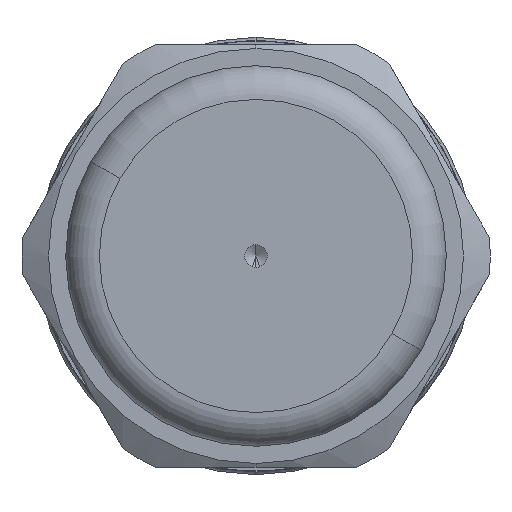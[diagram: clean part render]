
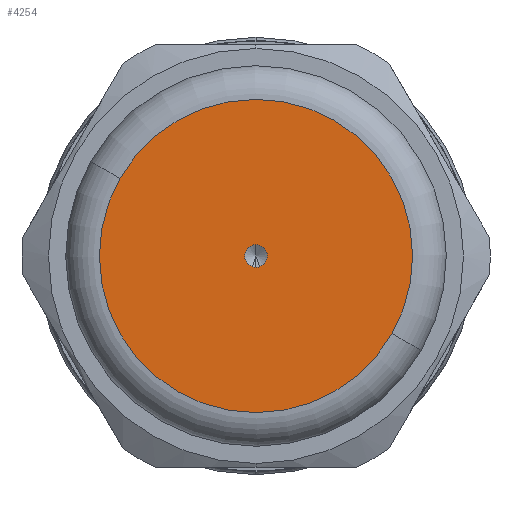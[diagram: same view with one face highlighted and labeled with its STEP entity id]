
A CAD part, left-side view. The second image highlights one B-rep face of the part: STEP entity #4254.
In plain terms, the highlighted planar face has unit normal (-1, 0, 0).
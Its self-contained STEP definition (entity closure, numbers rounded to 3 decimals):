
#201 = CIRCLE ( 'NONE', #9069, 8.23 ) ;
#222 = ORIENTED_EDGE ( 'NONE', *, *, #596, .F. ) ;
#427 = PLANE ( 'NONE',  #8685 ) ;
#596 = EDGE_CURVE ( 'NONE', #2213, #11427, #201, .T. ) ;
#777 = CIRCLE ( 'NONE', #13450, 0.6 ) ;
#869 = DIRECTION ( 'NONE',  ( 0., -0.868, -0.496 ) ) ;
#874 = DIRECTION ( 'NONE',  ( 0., 0.868, 0.496 ) ) ;
#1326 = ORIENTED_EDGE ( 'NONE', *, *, #5452, .F. ) ;
#2213 = VERTEX_POINT ( 'NONE', #8968 ) ;
#2660 = DIRECTION ( 'NONE',  ( 1., 0., 0. ) ) ;
#3707 = CARTESIAN_POINT ( 'NONE',  ( -23., -0.521, -0.298 ) ) ;
#4254 = ADVANCED_FACE ( 'NONE', ( #7913, #4935 ), #427, .T. ) ;
#4690 = DIRECTION ( 'NONE',  ( 1., 0., 0. ) ) ;
#4935 = FACE_OUTER_BOUND ( 'NONE', #7527, .T. ) ;
#5452 = EDGE_CURVE ( 'NONE', #11427, #2213, #11959, .T. ) ;
#6068 = CARTESIAN_POINT ( 'NONE',  ( -23., -7.147, -4.081 ) ) ;
#6197 = DIRECTION ( 'NONE',  ( -1., 0., 0. ) ) ;
#6344 = CARTESIAN_POINT ( 'NONE',  ( -23., 0., 0. ) ) ;
#6946 = CIRCLE ( 'NONE', #14605, 0.6 ) ;
#7527 = EDGE_LOOP ( 'NONE', ( #1326, #222 ) ) ;
#7746 = AXIS2_PLACEMENT_3D ( 'NONE', #10144, #2660, #12129 ) ;
#7760 = DIRECTION ( 'NONE',  ( 1., 0., 0. ) ) ;
#7913 = FACE_BOUND ( 'NONE', #14478, .T. ) ;
#8685 = AXIS2_PLACEMENT_3D ( 'NONE', #3707, #6197, #874 ) ;
#8910 = CARTESIAN_POINT ( 'NONE',  ( -23., -0.521, -0.298 ) ) ;
#8968 = CARTESIAN_POINT ( 'NONE',  ( -23., 7.147, 4.081 ) ) ;
#9069 = AXIS2_PLACEMENT_3D ( 'NONE', #15606, #4690, #17016 ) ;
#9095 = ORIENTED_EDGE ( 'NONE', *, *, #17278, .T. ) ;
#10144 = CARTESIAN_POINT ( 'NONE',  ( -23., 0., 0. ) ) ;
#10239 = EDGE_CURVE ( 'NONE', #12742, #17097, #6946, .T. ) ;
#10438 = CARTESIAN_POINT ( 'NONE',  ( -23., 0., 0. ) ) ;
#11427 = VERTEX_POINT ( 'NONE', #6068 ) ;
#11959 = CIRCLE ( 'NONE', #7746, 8.23 ) ;
#12129 = DIRECTION ( 'NONE',  ( 0., -0.868, -0.496 ) ) ;
#12171 = DIRECTION ( 'NONE',  ( 1., 0., 0. ) ) ;
#12246 = ORIENTED_EDGE ( 'NONE', *, *, #10239, .T. ) ;
#12654 = DIRECTION ( 'NONE',  ( 0., -0.868, -0.496 ) ) ;
#12701 = CARTESIAN_POINT ( 'NONE',  ( -23., 0.521, 0.298 ) ) ;
#12742 = VERTEX_POINT ( 'NONE', #8910 ) ;
#13450 = AXIS2_PLACEMENT_3D ( 'NONE', #6344, #7760, #869 ) ;
#14478 = EDGE_LOOP ( 'NONE', ( #12246, #9095 ) ) ;
#14605 = AXIS2_PLACEMENT_3D ( 'NONE', #10438, #12171, #12654 ) ;
#15606 = CARTESIAN_POINT ( 'NONE',  ( -23., 0., 0. ) ) ;
#17016 = DIRECTION ( 'NONE',  ( 0., -0.868, -0.496 ) ) ;
#17097 = VERTEX_POINT ( 'NONE', #12701 ) ;
#17278 = EDGE_CURVE ( 'NONE', #17097, #12742, #777, .T. ) ;
